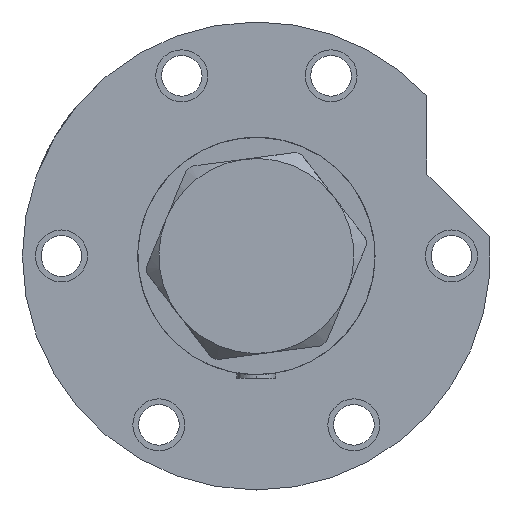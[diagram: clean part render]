
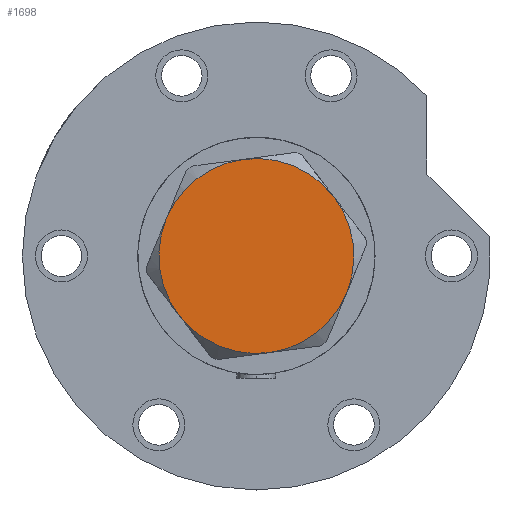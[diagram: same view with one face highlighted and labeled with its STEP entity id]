
A CAD part, left-side view. The second image highlights one B-rep face of the part: STEP entity #1698.
In plain terms, the highlighted face is planar.
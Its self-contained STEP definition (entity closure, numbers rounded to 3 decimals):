
#71 = AXIS2_PLACEMENT_3D ( 'NONE', #950, #119, #4454 ) ;
#119 = DIRECTION ( 'NONE',  ( 0., 0., 1. ) ) ;
#144 = VERTEX_POINT ( 'NONE', #3124 ) ;
#182 = CARTESIAN_POINT ( 'NONE',  ( 0., 0., 14.5 ) ) ;
#300 = CARTESIAN_POINT ( 'NONE',  ( 15., 25.981, 14.5 ) ) ;
#594 = AXIS2_PLACEMENT_3D ( 'NONE', #6192, #4209, #1105 ) ;
#664 = DIRECTION ( 'NONE',  ( 1., 0., 0. ) ) ;
#678 = AXIS2_PLACEMENT_3D ( 'NONE', #182, #3042, #3555 ) ;
#715 = CARTESIAN_POINT ( 'NONE',  ( 15., -25.981, 14.5 ) ) ;
#727 = EDGE_LOOP ( 'NONE', ( #2074, #2881, #1209, #2664, #2921, #1407 ) ) ;
#735 = VERTEX_POINT ( 'NONE', #1056 ) ;
#950 = CARTESIAN_POINT ( 'NONE',  ( 0., 0., 14.5 ) ) ;
#1047 = DIRECTION ( 'NONE',  ( 1., 0., 0. ) ) ;
#1056 = CARTESIAN_POINT ( 'NONE',  ( -30., 0., 14.5 ) ) ;
#1099 = CARTESIAN_POINT ( 'NONE',  ( 0., 0., 14.5 ) ) ;
#1105 = DIRECTION ( 'NONE',  ( 1., 0., 0. ) ) ;
#1209 = ORIENTED_EDGE ( 'NONE', *, *, #4520, .T. ) ;
#1407 = ORIENTED_EDGE ( 'NONE', *, *, #3954, .T. ) ;
#1429 = CIRCLE ( 'NONE', #2259, 30. ) ;
#1504 = EDGE_CURVE ( 'NONE', #2193, #144, #1429, .T. ) ;
#1510 = DIRECTION ( 'NONE',  ( 1., 0., 0. ) ) ;
#1698 = ADVANCED_FACE ( 'NONE', ( #4576 ), #4048, .T. ) ;
#1956 = VERTEX_POINT ( 'NONE', #2979 ) ;
#2074 = ORIENTED_EDGE ( 'NONE', *, *, #1504, .T. ) ;
#2193 = VERTEX_POINT ( 'NONE', #715 ) ;
#2259 = AXIS2_PLACEMENT_3D ( 'NONE', #3375, #2828, #4844 ) ;
#2454 = AXIS2_PLACEMENT_3D ( 'NONE', #3400, #5416, #1510 ) ;
#2463 = VERTEX_POINT ( 'NONE', #3273 ) ;
#2664 = ORIENTED_EDGE ( 'NONE', *, *, #3463, .T. ) ;
#2734 = EDGE_CURVE ( 'NONE', #735, #1956, #3475, .T. ) ;
#2747 = CIRCLE ( 'NONE', #594, 30. ) ;
#2828 = DIRECTION ( 'NONE',  ( 0., 0., 1. ) ) ;
#2881 = ORIENTED_EDGE ( 'NONE', *, *, #3370, .T. ) ;
#2921 = ORIENTED_EDGE ( 'NONE', *, *, #2734, .T. ) ;
#2979 = CARTESIAN_POINT ( 'NONE',  ( -15., -25.981, 14.5 ) ) ;
#3042 = DIRECTION ( 'NONE',  ( 0., 0., 1. ) ) ;
#3124 = CARTESIAN_POINT ( 'NONE',  ( 30., 0., 14.5 ) ) ;
#3273 = CARTESIAN_POINT ( 'NONE',  ( -15., 25.981, 14.5 ) ) ;
#3370 = EDGE_CURVE ( 'NONE', #144, #6427, #5071, .T. ) ;
#3375 = CARTESIAN_POINT ( 'NONE',  ( 0., 0., 14.5 ) ) ;
#3400 = CARTESIAN_POINT ( 'NONE',  ( 0., 0., 14.5 ) ) ;
#3463 = EDGE_CURVE ( 'NONE', #2463, #735, #6297, .T. ) ;
#3475 = CIRCLE ( 'NONE', #678, 30. ) ;
#3555 = DIRECTION ( 'NONE',  ( 1., 0., 0. ) ) ;
#3715 = CARTESIAN_POINT ( 'NONE',  ( 0., 0., 14.5 ) ) ;
#3954 = EDGE_CURVE ( 'NONE', #1956, #2193, #2747, .T. ) ;
#4048 = PLANE ( 'NONE',  #4153 ) ;
#4153 = AXIS2_PLACEMENT_3D ( 'NONE', #1099, #4513, #1047 ) ;
#4184 = DIRECTION ( 'NONE',  ( 0., 0., 1. ) ) ;
#4209 = DIRECTION ( 'NONE',  ( 0., 0., 1. ) ) ;
#4454 = DIRECTION ( 'NONE',  ( 1., 0., 0. ) ) ;
#4513 = DIRECTION ( 'NONE',  ( 0., 0., 1. ) ) ;
#4520 = EDGE_CURVE ( 'NONE', #6427, #2463, #5286, .T. ) ;
#4576 = FACE_OUTER_BOUND ( 'NONE', #727, .T. ) ;
#4844 = DIRECTION ( 'NONE',  ( 1., 0., 0. ) ) ;
#5071 = CIRCLE ( 'NONE', #71, 30. ) ;
#5286 = CIRCLE ( 'NONE', #2454, 30. ) ;
#5416 = DIRECTION ( 'NONE',  ( 0., 0., 1. ) ) ;
#5587 = AXIS2_PLACEMENT_3D ( 'NONE', #3715, #4184, #664 ) ;
#6192 = CARTESIAN_POINT ( 'NONE',  ( 0., 0., 14.5 ) ) ;
#6297 = CIRCLE ( 'NONE', #5587, 30. ) ;
#6427 = VERTEX_POINT ( 'NONE', #300 ) ;
